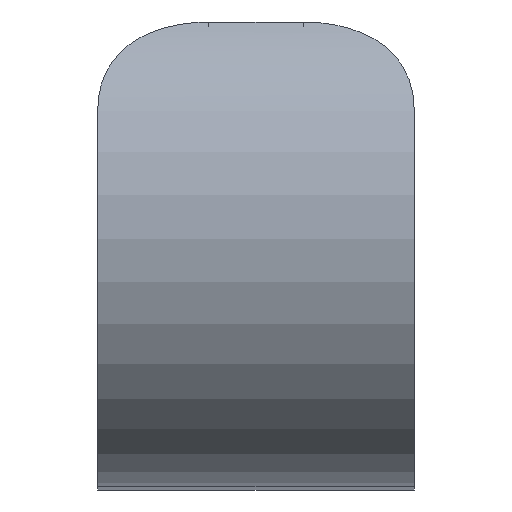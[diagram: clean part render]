
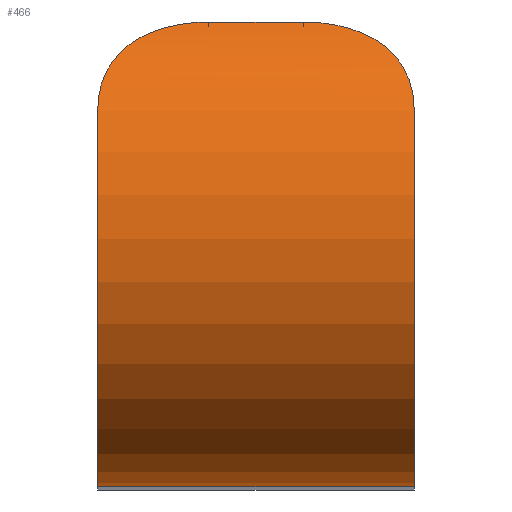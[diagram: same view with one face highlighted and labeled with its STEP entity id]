
A CAD part, top view. The second image highlights one B-rep face of the part: STEP entity #466.
In plain terms, the highlighted cylindrical face has radius 16.5 mm (diameter 33 mm), a partial arc.
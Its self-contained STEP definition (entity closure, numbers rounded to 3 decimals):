
#6 = DIRECTION ( 'NONE',  ( 0., 0., -1. ) ) ;
#10 = CARTESIAN_POINT ( 'NONE',  ( 9.667, 25.722, 72.834 ) ) ;
#23 = DIRECTION ( 'NONE',  ( 1., 0., 0. ) ) ;
#29 = CARTESIAN_POINT ( 'NONE',  ( 10., 23.729, 73.982 ) ) ;
#44 = CARTESIAN_POINT ( 'NONE',  ( -9.84, 25.156, 73.199 ) ) ;
#50 = CARTESIAN_POINT ( 'NONE',  ( -3.471, 29.338, 69.515 ) ) ;
#59 = CARTESIAN_POINT ( 'NONE',  ( -3., 29.338, 69.515 ) ) ;
#62 = CARTESIAN_POINT ( 'NONE',  ( 9.841, 25.15, 73.203 ) ) ;
#65 = CARTESIAN_POINT ( 'NONE',  ( 3., 29.338, 69.515 ) ) ;
#90 = CARTESIAN_POINT ( 'NONE',  ( -8.344, 27.656, 71.312 ) ) ;
#95 = CARTESIAN_POINT ( 'NONE',  ( -5.292, 29.095, 69.809 ) ) ;
#105 = AXIS2_PLACEMENT_3D ( 'NONE', #675, #23, #614 ) ;
#106 = VERTEX_POINT ( 'NONE', #176 ) ;
#108 = CARTESIAN_POINT ( 'NONE',  ( -6.159, 28.864, 70.078 ) ) ;
#114 = CARTESIAN_POINT ( 'NONE',  ( 6.571, 28.715, 70.246 ) ) ;
#124 = CARTESIAN_POINT ( 'NONE',  ( 9.79, 25.343, 73.082 ) ) ;
#133 = EDGE_CURVE ( 'NONE', #517, #338, #521, .T. ) ;
#149 = CARTESIAN_POINT ( 'NONE',  ( -9.664, 25.73, 72.829 ) ) ;
#156 = CARTESIAN_POINT ( 'NONE',  ( -3.935, 29.309, 69.551 ) ) ;
#157 = CARTESIAN_POINT ( 'NONE',  ( 3., 29.338, 69.515 ) ) ;
#165 = CARTESIAN_POINT ( 'NONE',  ( 7.347, 28.349, 70.635 ) ) ;
#173 = CARTESIAN_POINT ( 'NONE',  ( 5.305, 29.101, 69.804 ) ) ;
#175 = CARTESIAN_POINT ( 'NONE',  ( 8.187, 27.774, 71.199 ) ) ;
#176 = CARTESIAN_POINT ( 'NONE',  ( -10., 0., 59.15 ) ) ;
#191 = B_SPLINE_CURVE_WITH_KNOTS ( 'NONE', 3,
 ( #360, #50, #156, #571, #470, #95, #687, #108, #635, #368, #200, #207, #586, #90, #522, #680, #419, #630, #149, #312, #44, #425, #638, #255 ),
 .UNSPECIFIED., .F., .F.,
 ( 4, 2, 2, 2, 2, 2, 2, 2, 2, 2, 2, 4 ),
 ( 0., 0.001, 0.002, 0.003, 0.004, 0.005, 0.006, 0.007, 0.008, 0.009, 0.01, 0.011 ),
 .UNSPECIFIED. ) ;
#192 = EDGE_CURVE ( 'NONE', #448, #298, #237, .T. ) ;
#193 = CARTESIAN_POINT ( 'NONE',  ( -10., 16.5, 59.15 ) ) ;
#199 = VERTEX_POINT ( 'NONE', #288 ) ;
#200 = CARTESIAN_POINT ( 'NONE',  ( -7.332, 28.346, 70.637 ) ) ;
#207 = CARTESIAN_POINT ( 'NONE',  ( -7.69, 28.133, 70.853 ) ) ;
#215 = EDGE_LOOP ( 'NONE', ( #285, #267, #676, #274, #469, #399 ) ) ;
#217 = CARTESIAN_POINT ( 'NONE',  ( 10., 24.152, 73.776 ) ) ;
#222 = CARTESIAN_POINT ( 'NONE',  ( 7.703, 28.138, 70.852 ) ) ;
#225 = CARTESIAN_POINT ( 'NONE',  ( 8.765, 27.223, 71.692 ) ) ;
#237 = LINE ( 'NONE', #347, #549 ) ;
#241 = EDGE_CURVE ( 'NONE', #106, #338, #358, .T. ) ;
#255 = CARTESIAN_POINT ( 'NONE',  ( -10., 23.729, 73.982 ) ) ;
#267 = ORIENTED_EDGE ( 'NONE', *, *, #689, .T. ) ;
#269 = CARTESIAN_POINT ( 'NONE',  ( 9.594, 25.908, 72.707 ) ) ;
#274 = ORIENTED_EDGE ( 'NONE', *, *, #241, .T. ) ;
#276 = CARTESIAN_POINT ( 'NONE',  ( 6.162, 28.863, 70.079 ) ) ;
#285 = ORIENTED_EDGE ( 'NONE', *, *, #192, .F. ) ;
#288 = CARTESIAN_POINT ( 'NONE',  ( -10., 23.729, 73.982 ) ) ;
#298 = VERTEX_POINT ( 'NONE', #157 ) ;
#312 = CARTESIAN_POINT ( 'NONE',  ( -9.788, 25.351, 73.077 ) ) ;
#324 = CARTESIAN_POINT ( 'NONE',  ( 8.34, 27.645, 71.319 ) ) ;
#330 = AXIS2_PLACEMENT_3D ( 'NONE', #383, #377, #6 ) ;
#338 = VERTEX_POINT ( 'NONE', #366 ) ;
#347 = CARTESIAN_POINT ( 'NONE',  ( -10., 29.338, 69.515 ) ) ;
#355 = CARTESIAN_POINT ( 'NONE',  ( -10., 0., 59.15 ) ) ;
#357 = DIRECTION ( 'NONE',  ( 0., 0., -1. ) ) ;
#358 = LINE ( 'NONE', #355, #587 ) ;
#360 = CARTESIAN_POINT ( 'NONE',  ( -3., 29.338, 69.515 ) ) ;
#366 = CARTESIAN_POINT ( 'NONE',  ( 10., 0., 59.15 ) ) ;
#368 = CARTESIAN_POINT ( 'NONE',  ( -7.144, 28.445, 70.533 ) ) ;
#377 = DIRECTION ( 'NONE',  ( 1., 0., 0. ) ) ;
#383 = CARTESIAN_POINT ( 'NONE',  ( -10., 16.5, 59.15 ) ) ;
#399 = ORIENTED_EDGE ( 'NONE', *, *, #496, .T. ) ;
#410 = AXIS2_PLACEMENT_3D ( 'NONE', #193, #568, #357 ) ;
#416 = DIRECTION ( 'NONE',  ( 1., 0., 0. ) ) ;
#419 = CARTESIAN_POINT ( 'NONE',  ( -9.343, 26.443, 72.325 ) ) ;
#425 = CARTESIAN_POINT ( 'NONE',  ( -9.961, 24.562, 73.554 ) ) ;
#432 = CIRCLE ( 'NONE', #410, 16.5 ) ;
#439 = CARTESIAN_POINT ( 'NONE',  ( 9.345, 26.44, 72.327 ) ) ;
#448 = VERTEX_POINT ( 'NONE', #59 ) ;
#466 = ADVANCED_FACE ( 'NONE', ( #655 ), #495, .T. ) ;
#469 = ORIENTED_EDGE ( 'NONE', *, *, #133, .F. ) ;
#470 = CARTESIAN_POINT ( 'NONE',  ( -4.844, 29.184, 69.703 ) ) ;
#495 = CYLINDRICAL_SURFACE ( 'NONE', #330, 16.5 ) ;
#496 = EDGE_CURVE ( 'NONE', #517, #298, #604, .T. ) ;
#501 = CARTESIAN_POINT ( 'NONE',  ( 3.471, 29.338, 69.515 ) ) ;
#515 = DIRECTION ( 'NONE',  ( 1., 0., 0. ) ) ;
#517 = VERTEX_POINT ( 'NONE', #29 ) ;
#521 = CIRCLE ( 'NONE', #105, 16.5 ) ;
#522 = CARTESIAN_POINT ( 'NONE',  ( -8.632, 27.384, 71.557 ) ) ;
#529 = EDGE_CURVE ( 'NONE', #199, #106, #432, .T. ) ;
#539 = CARTESIAN_POINT ( 'NONE',  ( 3.936, 29.309, 69.551 ) ) ;
#541 = CARTESIAN_POINT ( 'NONE',  ( 8.629, 27.369, 71.565 ) ) ;
#546 = CARTESIAN_POINT ( 'NONE',  ( 9.961, 24.56, 73.555 ) ) ;
#549 = VECTOR ( 'NONE', #515, 1000. ) ;
#568 = DIRECTION ( 'NONE',  ( 1., 0., 0. ) ) ;
#571 = CARTESIAN_POINT ( 'NONE',  ( -4.618, 29.221, 69.658 ) ) ;
#586 = CARTESIAN_POINT ( 'NONE',  ( -7.86, 28.019, 70.965 ) ) ;
#587 = VECTOR ( 'NONE', #416, 1000. ) ;
#591 = CARTESIAN_POINT ( 'NONE',  ( 10., 23.729, 73.982 ) ) ;
#604 = B_SPLINE_CURVE_WITH_KNOTS ( 'NONE', 3,
 ( #591, #217, #546, #62, #124, #10, #269, #439, #650, #225, #541, #324, #175, #222, #165, #114, #276, #173, #658, #539, #501, #65 ),
 .UNSPECIFIED., .F., .F.,
 ( 4, 2, 2, 2, 2, 2, 2, 2, 2, 2, 4 ),
 ( 0., 0.001, 0.002, 0.003, 0.004, 0.005, 0.006, 0.007, 0.008, 0.01, 0.011 ),
 .UNSPECIFIED. ) ;
#614 = DIRECTION ( 'NONE',  ( 0., 0., -1. ) ) ;
#630 = CARTESIAN_POINT ( 'NONE',  ( -9.592, 25.913, 72.703 ) ) ;
#635 = CARTESIAN_POINT ( 'NONE',  ( -6.567, 28.716, 70.245 ) ) ;
#638 = CARTESIAN_POINT ( 'NONE',  ( -10., 24.152, 73.776 ) ) ;
#650 = CARTESIAN_POINT ( 'NONE',  ( 9.138, 26.769, 72.071 ) ) ;
#655 = FACE_OUTER_BOUND ( 'NONE', #215, .T. ) ;
#658 = CARTESIAN_POINT ( 'NONE',  ( 4.852, 29.191, 69.695 ) ) ;
#675 = CARTESIAN_POINT ( 'NONE',  ( 10., 16.5, 59.15 ) ) ;
#676 = ORIENTED_EDGE ( 'NONE', *, *, #529, .T. ) ;
#680 = CARTESIAN_POINT ( 'NONE',  ( -9.135, 26.773, 72.068 ) ) ;
#687 = CARTESIAN_POINT ( 'NONE',  ( -5.514, 29.043, 69.871 ) ) ;
#689 = EDGE_CURVE ( 'NONE', #448, #199, #191, .T. ) ;
